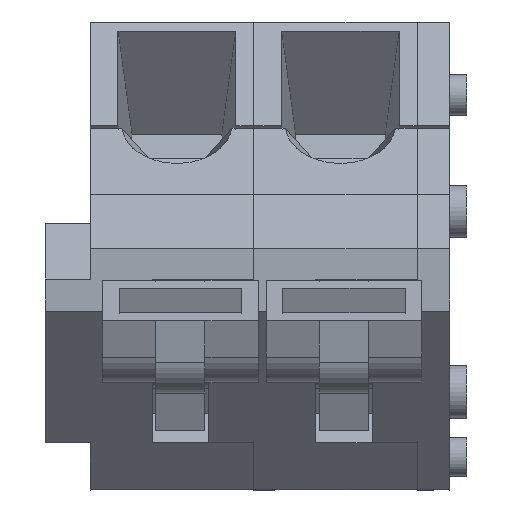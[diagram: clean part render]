
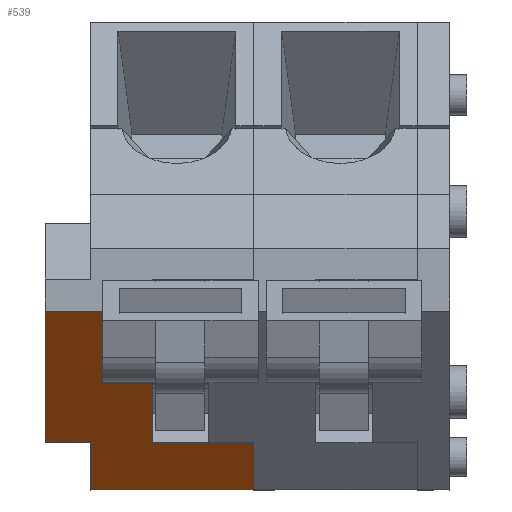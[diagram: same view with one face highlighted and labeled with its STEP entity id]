
A CAD part, top view. The second image highlights one B-rep face of the part: STEP entity #539.
In plain terms, the highlighted planar face has unit normal (0, -0.687, 0.727).
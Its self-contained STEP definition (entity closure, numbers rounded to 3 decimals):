
#539 = ADVANCED_FACE( '', ( #1176 ), #1177, .T. );
#1176 = FACE_OUTER_BOUND( '', #1974, .T. );
#1177 = PLANE( '', #1975 );
#1974 = EDGE_LOOP( '', ( #3250, #3251, #3252, #3253, #3254, #3255, #3256, #3257 ) );
#1975 = AXIS2_PLACEMENT_3D( '', #3258, #3259, #3260 );
#3250 = ORIENTED_EDGE( '', *, *, #5185, .F. );
#3251 = ORIENTED_EDGE( '', *, *, #4970, .F. );
#3252 = ORIENTED_EDGE( '', *, *, #5186, .T. );
#3253 = ORIENTED_EDGE( '', *, *, #5027, .T. );
#3254 = ORIENTED_EDGE( '', *, *, #5187, .T. );
#3255 = ORIENTED_EDGE( '', *, *, #5188, .F. );
#3256 = ORIENTED_EDGE( '', *, *, #4909, .F. );
#3257 = ORIENTED_EDGE( '', *, *, #5050, .T. );
#3258 = CARTESIAN_POINT( '', ( 2.5, -6.3, 3.925 ) );
#3259 = DIRECTION( '', ( 0., -0.687, 0.727 ) );
#3260 = DIRECTION( '', ( 0., -0.727, -0.687 ) );
#4909 = EDGE_CURVE( '', #5881, #5883, #5884, .T. );
#4970 = EDGE_CURVE( '', #5987, #5978, #5989, .T. );
#5027 = EDGE_CURVE( '', #6088, #6086, #6089, .T. );
#5050 = EDGE_CURVE( '', #5881, #6126, #6128, .T. );
#5185 = EDGE_CURVE( '', #5978, #6126, #6331, .T. );
#5186 = EDGE_CURVE( '', #5987, #6088, #6332, .T. );
#5187 = EDGE_CURVE( '', #6086, #6333, #6334, .T. );
#5188 = EDGE_CURVE( '', #5883, #6333, #6335, .T. );
#5881 = VERTEX_POINT( '', #7258 );
#5883 = VERTEX_POINT( '', #7261 );
#5884 = LINE( '', #7262, #7263 );
#5978 = VERTEX_POINT( '', #7397 );
#5987 = VERTEX_POINT( '', #7411 );
#5989 = LINE( '', #7414, #7415 );
#6086 = VERTEX_POINT( '', #7550 );
#6088 = VERTEX_POINT( '', #7553 );
#6089 = LINE( '', #7554, #7555 );
#6126 = VERTEX_POINT( '', #7607 );
#6128 = LINE( '', #7610, #7611 );
#6331 = LINE( '', #7895, #7896 );
#6332 = LINE( '', #7897, #7898 );
#6333 = VERTEX_POINT( '', #7899 );
#6334 = LINE( '', #7900, #7901 );
#6335 = LINE( '', #7902, #7903 );
#7258 = CARTESIAN_POINT( '', ( 2.5, -6.3, 3.925 ) );
#7261 = CARTESIAN_POINT( '', ( -2.5, -6.3, 3.925 ) );
#7262 = CARTESIAN_POINT( '', ( 2.5, -6.3, 3.925 ) );
#7263 = VECTOR( '', #8920, 1000. );
#7397 = CARTESIAN_POINT( '', ( -0.6, -4.871, 5.275 ) );
#7411 = CARTESIAN_POINT( '', ( -0.6, -0.85, 9.075 ) );
#7414 = CARTESIAN_POINT( '', ( -0.6, -0.85, 9.075 ) );
#7415 = VECTOR( '', #8979, 1000. );
#7550 = CARTESIAN_POINT( '', ( -3.88, -4.869, 5.277 ) );
#7553 = CARTESIAN_POINT( '', ( -3.88, -0.85, 9.075 ) );
#7554 = CARTESIAN_POINT( '', ( -3.88, -0.85, 9.075 ) );
#7555 = VECTOR( '', #9052, 1000. );
#7607 = CARTESIAN_POINT( '', ( 2.5, -4.871, 5.275 ) );
#7610 = CARTESIAN_POINT( '', ( 2.5, -6.3, 3.925 ) );
#7611 = VECTOR( '', #9078, 1000. );
#7895 = CARTESIAN_POINT( '', ( -0.6, -4.871, 5.275 ) );
#7896 = VECTOR( '', #9226, 1000. );
#7897 = CARTESIAN_POINT( '', ( 2.5, -0.85, 9.075 ) );
#7898 = VECTOR( '', #9227, 1000. );
#7899 = CARTESIAN_POINT( '', ( -2.5, -4.869, 5.277 ) );
#7900 = CARTESIAN_POINT( '', ( -3.88, -4.869, 5.277 ) );
#7901 = VECTOR( '', #9228, 1000. );
#7902 = CARTESIAN_POINT( '', ( -2.5, -6.3, 3.925 ) );
#7903 = VECTOR( '', #9229, 1000. );
#8920 = DIRECTION( '', ( -1., 0., 0. ) );
#8979 = DIRECTION( '', ( 0., -0.727, -0.687 ) );
#9052 = DIRECTION( '', ( 0., -0.727, -0.687 ) );
#9078 = DIRECTION( '', ( 0., 0.727, 0.687 ) );
#9226 = DIRECTION( '', ( 1., 0., 0. ) );
#9227 = DIRECTION( '', ( -1., 0., 0. ) );
#9228 = DIRECTION( '', ( 1., 0., 0. ) );
#9229 = DIRECTION( '', ( 0., 0.727, 0.687 ) );
